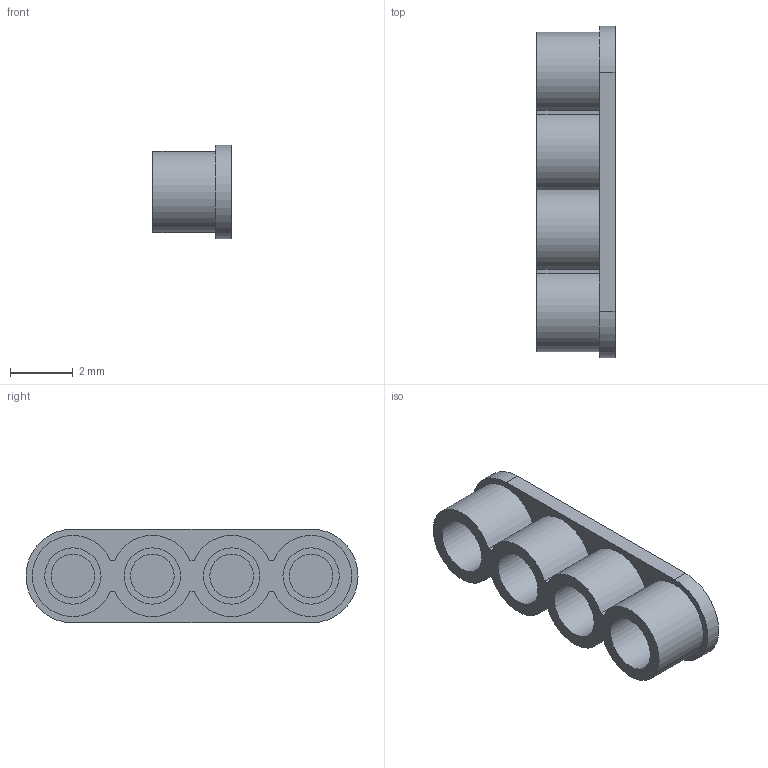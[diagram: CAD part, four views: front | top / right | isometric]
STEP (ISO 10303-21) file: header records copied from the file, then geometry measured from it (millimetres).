
FILE_DESCRIPTION(('FreeCAD Model'),'2;1');
FILE_NAME('Open CASCADE Shape Model','2025-02-08T14:38:34',('FreeCAD'),( 'FreeCAD'),'Open CASCADE STEP processor 7.7','FreeCAD','Unknown');
FILE_SCHEMA(('AUTOMOTIVE_DESIGN { 1 0 10303 214 1 1 1 1 }'));
Length unit declared in the file: millimetre
Products named in the file (1): Open CASCADE STEP translator 7.7 3
Bounding box: 2.5 x 10.62 x 3 mm (x, y, z)
Volume: 39.9 mm3; surface area: 168.6 mm2
Topology: 1 solids, 1 shells, 35 faces, 72 edges, 48 vertices
Faces by surface type: plane 19, cylinder 16
Full cylindrical faces by diameter (mm): 1.4 x4, 1.8 x4
Entity records: 948 total; most frequent: DIRECTION 176, CARTESIAN_POINT 156, ORIENTED_EDGE 144, EDGE_CURVE 72, AXIS2_PLACEMENT_3D 68, VERTEX_POINT 48, FACE_BOUND 44, EDGE_LOOP 44
